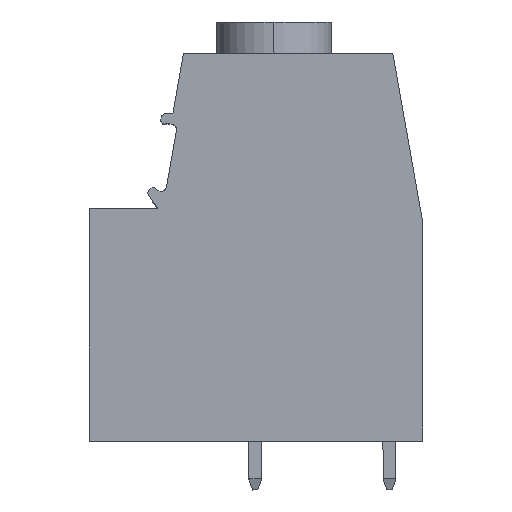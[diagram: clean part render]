
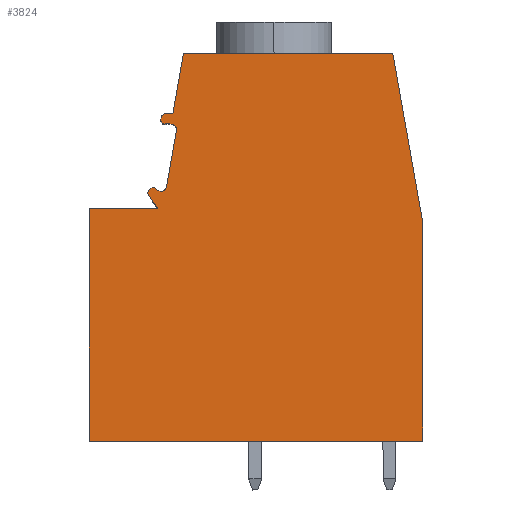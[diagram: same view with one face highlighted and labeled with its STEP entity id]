
A CAD part, top view. The second image highlights one B-rep face of the part: STEP entity #3824.
In plain terms, the highlighted planar face has unit normal (0, 0, 1).
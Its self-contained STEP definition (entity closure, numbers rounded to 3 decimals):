
#1034=DIRECTION('',(-1.,0.,0.));
#1035=VECTOR('',#1034,0.6);
#1036=CARTESIAN_POINT('',(-9.708,14.795,22.5));
#1037=LINE('',#1036,#1035);
#1038=DIRECTION('',(-0.174,-0.985,0.));
#1039=VECTOR('',#1038,5.687);
#1040=CARTESIAN_POINT('',(-8.72,20.396,22.5));
#1041=LINE('',#1040,#1039);
#1042=DIRECTION('',(-1.,-0.001,0.));
#1043=VECTOR('',#1042,19.48);
#1044=CARTESIAN_POINT('',(10.76,20.41,22.5));
#1045=LINE('',#1044,#1043);
#1046=DIRECTION('',(-0.174,0.985,0.));
#1047=VECTOR('',#1046,15.891);
#1048=CARTESIAN_POINT('',(13.53,4.762,22.5));
#1049=LINE('',#1048,#1047);
#1050=DIRECTION('',(0.,1.,0.));
#1051=VECTOR('',#1050,20.45);
#1052=CARTESIAN_POINT('',(13.53,-15.688,22.5));
#1053=LINE('',#1052,#1051);
#1054=DIRECTION('',(1.,0.001,0.));
#1055=VECTOR('',#1054,31.);
#1056=CARTESIAN_POINT('',(-17.47,-15.71,22.5));
#1057=LINE('',#1056,#1055);
#1058=DIRECTION('',(0.,-1.,0.));
#1059=VECTOR('',#1058,21.65);
#1060=CARTESIAN_POINT('',(-17.47,5.94,22.5));
#1061=LINE('',#1060,#1059);
#1062=DIRECTION('',(-1.,0.,0.));
#1063=VECTOR('',#1062,6.38);
#1064=CARTESIAN_POINT('',(-11.09,5.94,22.5));
#1065=LINE('',#1064,#1063);
#1066=DIRECTION('',(0.577,-0.817,0.));
#1067=VECTOR('',#1066,1.51);
#1068=CARTESIAN_POINT('',(-11.961,7.174,22.5));
#1069=LINE('',#1068,#1067);
#1070=CARTESIAN_POINT('',(-11.634,7.404,22.5));
#1071=DIRECTION('',(0.,0.,1.));
#1072=DIRECTION('',(-0.536,0.844,0.));
#1073=AXIS2_PLACEMENT_3D('',#1070,#1071,#1072);
#1075=DIRECTION('',(-0.844,-0.536,0.));
#1076=VECTOR('',#1075,0.245);
#1077=CARTESIAN_POINT('',(-11.642,7.873,22.5));
#1078=LINE('',#1077,#1076);
#1079=CARTESIAN_POINT('',(-11.535,7.704,22.5));
#1080=DIRECTION('',(0.,0.,1.));
#1081=DIRECTION('',(0.56,0.829,0.));
#1082=AXIS2_PLACEMENT_3D('',#1079,#1080,#1081);
#1084=DIRECTION('',(-0.829,0.56,0.));
#1085=VECTOR('',#1084,0.514);
#1086=CARTESIAN_POINT('',(-10.997,7.583,22.5));
#1087=LINE('',#1086,#1085);
#1088=DIRECTION('',(-0.989,0.148,0.));
#1089=VECTOR('',#1088,0.14);
#1090=CARTESIAN_POINT('',(-10.859,7.562,22.5));
#1091=LINE('',#1090,#1089);
#1092=CARTESIAN_POINT('',(-10.785,8.056,22.5));
#1093=DIRECTION('',(0.,0.,-1.));
#1094=DIRECTION('',(0.985,-0.174,0.));
#1095=AXIS2_PLACEMENT_3D('',#1092,#1093,#1094);
#1097=DIRECTION('',(-0.174,-0.985,0.));
#1098=VECTOR('',#1097,5.32);
#1099=CARTESIAN_POINT('',(-9.368,13.209,22.5));
#1100=LINE('',#1099,#1098);
#1101=CARTESIAN_POINT('',(-9.861,13.295,22.5));
#1102=DIRECTION('',(0.,0.,-1.));
#1103=DIRECTION('',(0.182,0.983,0.));
#1104=AXIS2_PLACEMENT_3D('',#1101,#1102,#1103);
#1106=DIRECTION('',(0.983,-0.182,0.));
#1107=VECTOR('',#1106,0.412);
#1108=CARTESIAN_POINT('',(-10.175,13.862,22.5));
#1109=LINE('',#1108,#1107);
#1110=DIRECTION('',(0.97,0.243,0.));
#1111=VECTOR('',#1110,0.292);
#1112=CARTESIAN_POINT('',(-10.458,13.791,22.5));
#1113=LINE('',#1112,#1111);
#1114=CARTESIAN_POINT('',(-10.506,13.985,22.5));
#1115=DIRECTION('',(0.,0.,1.));
#1116=DIRECTION('',(-0.792,-0.61,0.));
#1117=AXIS2_PLACEMENT_3D('',#1114,#1115,#1116);
#1119=DIRECTION('',(0.61,-0.792,0.));
#1120=VECTOR('',#1119,0.188);
#1121=CARTESIAN_POINT('',(-10.78,14.012,22.5));
#1122=LINE('',#1121,#1120);
#1123=CARTESIAN_POINT('',(-10.542,14.195,22.5));
#1124=DIRECTION('',(0.,0.,1.));
#1125=DIRECTION('',(-0.966,0.259,0.));
#1126=AXIS2_PLACEMENT_3D('',#1123,#1124,#1125);
#1128=DIRECTION('',(-0.259,-0.966,0.));
#1129=VECTOR('',#1128,0.157);
#1130=CARTESIAN_POINT('',(-10.791,14.425,22.5));
#1131=LINE('',#1130,#1129);
#1132=CARTESIAN_POINT('',(-10.308,14.295,22.5));
#1133=DIRECTION('',(0.,0.,1.));
#1134=DIRECTION('',(0.,1.,0.));
#1135=AXIS2_PLACEMENT_3D('',#1132,#1133,#1134);
#1891=CARTESIAN_POINT('',(-9.708,14.795,22.5));
#1892=CARTESIAN_POINT('',(-10.308,14.795,22.5));
#1893=VERTEX_POINT('',#1891);
#1894=VERTEX_POINT('',#1892);
#1895=CARTESIAN_POINT('',(-10.791,14.425,22.5));
#1896=VERTEX_POINT('',#1895);
#1897=CARTESIAN_POINT('',(-10.832,14.273,22.5));
#1898=VERTEX_POINT('',#1897);
#1899=CARTESIAN_POINT('',(-10.78,14.012,22.5));
#1900=VERTEX_POINT('',#1899);
#1901=CARTESIAN_POINT('',(-10.665,13.863,22.5));
#1902=VERTEX_POINT('',#1901);
#1903=CARTESIAN_POINT('',(-10.458,13.791,22.5));
#1904=VERTEX_POINT('',#1903);
#1905=CARTESIAN_POINT('',(-10.175,13.862,22.5));
#1906=VERTEX_POINT('',#1905);
#1907=CARTESIAN_POINT('',(-9.77,13.787,22.5));
#1908=VERTEX_POINT('',#1907);
#1909=CARTESIAN_POINT('',(-9.368,13.209,22.5));
#1910=VERTEX_POINT('',#1909);
#1911=CARTESIAN_POINT('',(-10.292,7.969,22.5));
#1912=VERTEX_POINT('',#1911);
#1913=CARTESIAN_POINT('',(-10.859,7.562,22.5));
#1914=VERTEX_POINT('',#1913);
#1915=CARTESIAN_POINT('',(-10.997,7.583,22.5));
#1916=VERTEX_POINT('',#1915);
#1917=CARTESIAN_POINT('',(-11.423,7.87,22.5));
#1918=VERTEX_POINT('',#1917);
#1919=CARTESIAN_POINT('',(-11.642,7.873,22.5));
#1920=VERTEX_POINT('',#1919);
#1921=CARTESIAN_POINT('',(-11.848,7.742,22.5));
#1922=VERTEX_POINT('',#1921);
#1923=CARTESIAN_POINT('',(-11.961,7.174,22.5));
#1924=VERTEX_POINT('',#1923);
#1925=CARTESIAN_POINT('',(-11.09,5.94,22.5));
#1926=VERTEX_POINT('',#1925);
#1927=CARTESIAN_POINT('',(-17.47,5.94,22.5));
#1928=VERTEX_POINT('',#1927);
#1929=CARTESIAN_POINT('',(-17.47,-15.71,22.5));
#1930=VERTEX_POINT('',#1929);
#1931=CARTESIAN_POINT('',(13.53,-15.688,22.5));
#1932=VERTEX_POINT('',#1931);
#1933=CARTESIAN_POINT('',(13.53,4.762,22.5));
#1934=VERTEX_POINT('',#1933);
#1935=CARTESIAN_POINT('',(10.76,20.41,22.5));
#1936=VERTEX_POINT('',#1935);
#1937=CARTESIAN_POINT('',(-8.72,20.396,22.5));
#1938=VERTEX_POINT('',#1937);
#3793=CARTESIAN_POINT('',(0.,0.,22.5));
#3794=DIRECTION('',(0.,0.,1.));
#3795=DIRECTION('',(1.,0.,0.));
#3796=AXIS2_PLACEMENT_3D('',#3793,#3794,#3795);
#3797=PLANE('',#3796);
#3798=ORIENTED_EDGE('',*,*,#2467,.F.);
#3799=ORIENTED_EDGE('',*,*,#2482,.F.);
#3800=ORIENTED_EDGE('',*,*,#2497,.F.);
#3801=ORIENTED_EDGE('',*,*,#3267,.F.);
#3802=ORIENTED_EDGE('',*,*,#3334,.F.);
#3803=ORIENTED_EDGE('',*,*,#3436,.F.);
#3804=ORIENTED_EDGE('',*,*,#3530,.F.);
#3805=ORIENTED_EDGE('',*,*,#3564,.F.);
#3806=ORIENTED_EDGE('',*,*,#3578,.F.);
#3807=ORIENTED_EDGE('',*,*,#3592,.F.);
#3808=ORIENTED_EDGE('',*,*,#3606,.F.);
#3809=ORIENTED_EDGE('',*,*,#3620,.F.);
#3810=ORIENTED_EDGE('',*,*,#3634,.F.);
#3811=ORIENTED_EDGE('',*,*,#3648,.F.);
#3812=ORIENTED_EDGE('',*,*,#3662,.F.);
#3813=ORIENTED_EDGE('',*,*,#3676,.F.);
#3814=ORIENTED_EDGE('',*,*,#3690,.F.);
#3815=ORIENTED_EDGE('',*,*,#3704,.F.);
#3816=ORIENTED_EDGE('',*,*,#3718,.F.);
#3817=ORIENTED_EDGE('',*,*,#3732,.F.);
#3818=ORIENTED_EDGE('',*,*,#3746,.F.);
#3819=ORIENTED_EDGE('',*,*,#3760,.F.);
#3820=ORIENTED_EDGE('',*,*,#3774,.F.);
#3821=ORIENTED_EDGE('',*,*,#3787,.F.);
#3822=EDGE_LOOP('',(#3798,#3799,#3800,#3801,#3802,#3803,#3804,#3805,#3806,#3807,
#3808,#3809,#3810,#3811,#3812,#3813,#3814,#3815,#3816,#3817,#3818,#3819,#3820,
#3821));
#3823=FACE_OUTER_BOUND('',#3822,.F.);
#1074=CIRCLE('',#1073,0.4);
#1083=CIRCLE('',#1082,0.2);
#1096=CIRCLE('',#1095,0.5);
#1105=CIRCLE('',#1104,0.5);
#1118=CIRCLE('',#1117,0.2);
#1127=CIRCLE('',#1126,0.3);
#1136=CIRCLE('',#1135,0.5);
#2467=EDGE_CURVE('',#1893,#1894,#1037,.T.);
#2482=EDGE_CURVE('',#1938,#1893,#1041,.T.);
#2497=EDGE_CURVE('',#1936,#1938,#1045,.T.);
#3267=EDGE_CURVE('',#1934,#1936,#1049,.T.);
#3334=EDGE_CURVE('',#1932,#1934,#1053,.T.);
#3436=EDGE_CURVE('',#1930,#1932,#1057,.T.);
#3530=EDGE_CURVE('',#1928,#1930,#1061,.T.);
#3564=EDGE_CURVE('',#1926,#1928,#1065,.T.);
#3578=EDGE_CURVE('',#1924,#1926,#1069,.T.);
#3592=EDGE_CURVE('',#1922,#1924,#1074,.T.);
#3606=EDGE_CURVE('',#1920,#1922,#1078,.T.);
#3620=EDGE_CURVE('',#1918,#1920,#1083,.T.);
#3634=EDGE_CURVE('',#1916,#1918,#1087,.T.);
#3648=EDGE_CURVE('',#1914,#1916,#1091,.T.);
#3662=EDGE_CURVE('',#1912,#1914,#1096,.T.);
#3676=EDGE_CURVE('',#1910,#1912,#1100,.T.);
#3690=EDGE_CURVE('',#1908,#1910,#1105,.T.);
#3704=EDGE_CURVE('',#1906,#1908,#1109,.T.);
#3718=EDGE_CURVE('',#1904,#1906,#1113,.T.);
#3732=EDGE_CURVE('',#1902,#1904,#1118,.T.);
#3746=EDGE_CURVE('',#1900,#1902,#1122,.T.);
#3760=EDGE_CURVE('',#1898,#1900,#1127,.T.);
#3774=EDGE_CURVE('',#1896,#1898,#1131,.T.);
#3787=EDGE_CURVE('',#1894,#1896,#1136,.T.);
#3824=ADVANCED_FACE('',(#3823),#3797,.T.);
